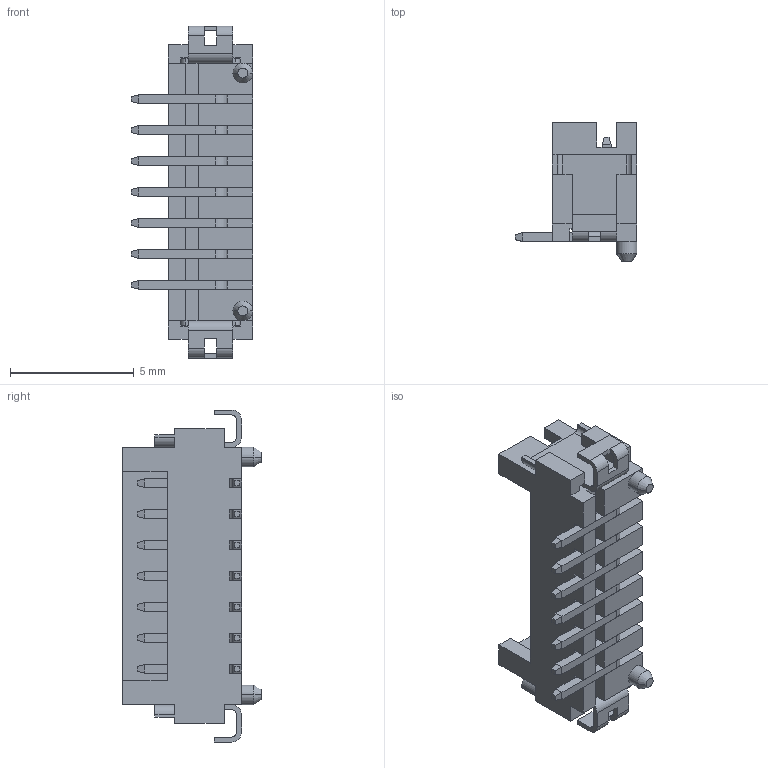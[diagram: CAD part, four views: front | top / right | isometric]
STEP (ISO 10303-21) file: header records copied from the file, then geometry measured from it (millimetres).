
FILE_DESCRIPTION(('OneSpaceDesigner STEP Export'),'2;1');
FILE_NAME('DF13-7P-1.25V.stp','2007-03-23T 9:54:13',(''),(''),'OneSpace Designer STEP processor (Jan. 2003) for AP214(CD)(Solid Model)','OneSpace Designer 12.00 10-Sep-2003 (C) CoCreate Software GmbH','');
FILE_SCHEMA(('AUTOMOTIVE_DESIGN_CC2 {1 2 10303 214 -1 1 5 1}'));
Length unit declared in the file: millimetre
Products named in the file (2): DF13-7P-1.25V
Assembly tree (1 placements, depth 2):
  DF13-7P-1.25V
    DF13-7P-1.25V
Bounding box: 4.9 x 5.6 x 13.4 mm (x, y, z)
Volume: 101.5 mm3; surface area: 378.7 mm2
Topology: 1 solids, 1 shells, 369 faces, 989 edges, 632 vertices
Faces by surface type: plane 323, cylinder 42, cone 4
Entity records: 10740 total; most frequent: ORIENTED_EDGE 1978, CARTESIAN_POINT 1868, DIRECTION 1623, EDGE_CURVE 989, VECTOR 849, LINE 849, VERTEX_POINT 632, AXIS2_PLACEMENT_3D 387
